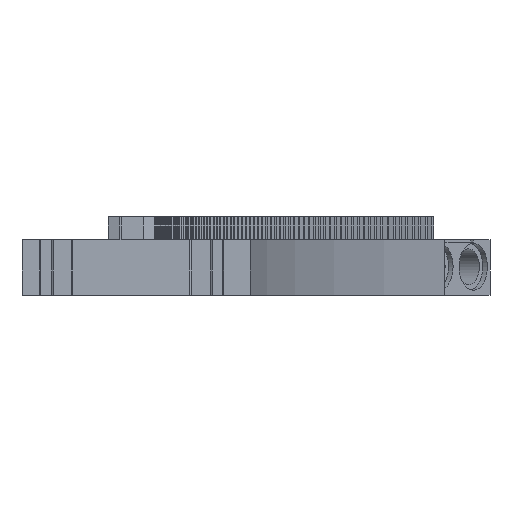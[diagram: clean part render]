
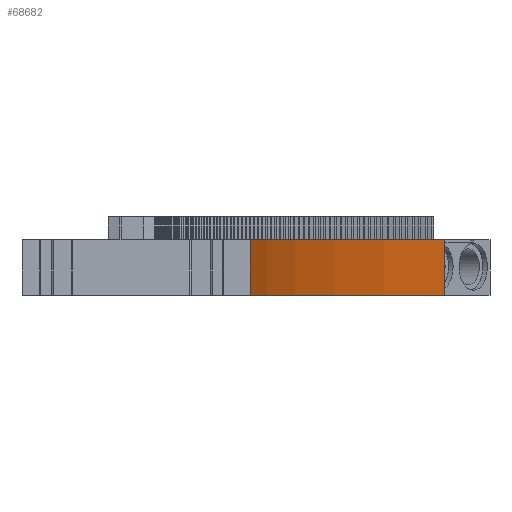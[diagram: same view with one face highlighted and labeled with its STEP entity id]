
A CAD part, front view. The second image highlights one B-rep face of the part: STEP entity #68682.
In plain terms, the highlighted cylindrical face has radius 184.1 mm (diameter 368.2 mm), a partial arc.
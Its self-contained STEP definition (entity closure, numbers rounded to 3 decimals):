
#207 = PLANE('',#208);
#208 = AXIS2_PLACEMENT_3D('',#209,#210,#211);
#209 = CARTESIAN_POINT('',(-7.134,-0.224,-5.5));
#210 = DIRECTION('',(-0.,-0.,1.));
#211 = DIRECTION('',(0.316,0.949,0.));
#342 = PLANE('',#343);
#343 = AXIS2_PLACEMENT_3D('',#344,#345,#346);
#344 = CARTESIAN_POINT('',(-7.134,-0.224,2.3));
#345 = DIRECTION('',(0.,0.,-1.));
#346 = DIRECTION('',(0.316,0.949,0.));
#23973 = VERTEX_POINT('',#23974);
#23974 = CARTESIAN_POINT('',(-0.8,-47.47,-5.5));
#23990 = PLANE('',#23991);
#23991 = AXIS2_PLACEMENT_3D('',#23992,#23993,#23994);
#23992 = CARTESIAN_POINT('',(14.603,-47.47,-5.5));
#23993 = DIRECTION('',(0.,1.,0.));
#23994 = DIRECTION('',(0.,0.,1.));
#24002 = EDGE_CURVE('',#23973,#24003,#24005,.T.);
#24003 = VERTEX_POINT('',#24004);
#24004 = CARTESIAN_POINT('',(26.28,33.772,-5.5));
#24005 = SURFACE_CURVE('',#24006,(#24011,#24022),.PCURVE_S1.);
#24006 = CIRCLE('',#24007,184.1);
#24007 = AXIS2_PLACEMENT_3D('',#24008,#24009,#24010);
#24008 = CARTESIAN_POINT('',(182.603,-63.47,-5.5));
#24009 = DIRECTION('',(0.,0.,-1.));
#24010 = DIRECTION('',(-1.,0.,0.));
#24011 = PCURVE('',#207,#24012);
#24012 = DEFINITIONAL_REPRESENTATION('',(#24013),#24021);
#24013 = ( BOUNDED_CURVE() B_SPLINE_CURVE(2,(#24014,#24015,#24016,#24017
    ,#24018,#24019,#24020),.UNSPECIFIED.,.T.,.F.) 
B_SPLINE_CURVE_WITH_KNOTS((1,2,2,2,2,1),(-2.094,0.,
    2.094,4.189,6.283,8.378),
.UNSPECIFIED.) CURVE() GEOMETRIC_REPRESENTATION_ITEM() 
RATIONAL_B_SPLINE_CURVE((1.,0.5,1.,0.5,1.,0.5,1.)) REPRESENTATION_ITEM(
  '') );
#24014 = CARTESIAN_POINT('',(-58.218,-25.347));
#24015 = CARTESIAN_POINT('',(244.29,75.488));
#24016 = CARTESIAN_POINT('',(180.362,-236.908));
#24017 = CARTESIAN_POINT('',(116.435,-549.305));
#24018 = CARTESIAN_POINT('',(-122.145,-337.744));
#24019 = CARTESIAN_POINT('',(-360.725,-126.183));
#24020 = CARTESIAN_POINT('',(-58.218,-25.347));
#24021 = ( GEOMETRIC_REPRESENTATION_CONTEXT(2) 
PARAMETRIC_REPRESENTATION_CONTEXT() REPRESENTATION_CONTEXT('2D SPACE',''
  ) );
#24022 = PCURVE('',#24023,#24028);
#24023 = CYLINDRICAL_SURFACE('',#24024,184.1);
#24024 = AXIS2_PLACEMENT_3D('',#24025,#24026,#24027);
#24025 = CARTESIAN_POINT('',(182.603,-63.47,2.3));
#24026 = DIRECTION('',(0.,0.,-1.));
#24027 = DIRECTION('',(-1.,0.,0.));
#24028 = DEFINITIONAL_REPRESENTATION('',(#24029),#24033);
#24029 = LINE('',#24030,#24031);
#24030 = CARTESIAN_POINT('',(0.,7.8));
#24031 = VECTOR('',#24032,1.);
#24032 = DIRECTION('',(1.,0.));
#24033 = ( GEOMETRIC_REPRESENTATION_CONTEXT(2) 
PARAMETRIC_REPRESENTATION_CONTEXT() REPRESENTATION_CONTEXT('2D SPACE',''
  ) );
#24051 = PLANE('',#24052);
#24052 = AXIS2_PLACEMENT_3D('',#24053,#24054,#24055);
#24053 = CARTESIAN_POINT('',(-12.597,62.93,-5.5));
#24054 = DIRECTION('',(-0.6,-0.8,0.));
#24055 = DIRECTION('',(0.,0.,1.));
#38453 = EDGE_CURVE('',#38454,#38456,#38458,.T.);
#38454 = VERTEX_POINT('',#38455);
#38455 = CARTESIAN_POINT('',(-0.8,-47.47,2.3));
#38456 = VERTEX_POINT('',#38457);
#38457 = CARTESIAN_POINT('',(26.28,33.772,2.3));
#38458 = SURFACE_CURVE('',#38459,(#38464,#38471),.PCURVE_S1.);
#38459 = CIRCLE('',#38460,184.1);
#38460 = AXIS2_PLACEMENT_3D('',#38461,#38462,#38463);
#38461 = CARTESIAN_POINT('',(182.603,-63.47,2.3));
#38462 = DIRECTION('',(0.,0.,-1.));
#38463 = DIRECTION('',(-1.,0.,0.));
#38464 = PCURVE('',#342,#38465);
#38465 = DEFINITIONAL_REPRESENTATION('',(#38466),#38470);
#38466 = CIRCLE('',#38467,184.1);
#38467 = AXIS2_PLACEMENT_2D('',#38468,#38469);
#38468 = CARTESIAN_POINT('',(0.,200.));
#38469 = DIRECTION('',(-0.316,-0.949));
#38470 = ( GEOMETRIC_REPRESENTATION_CONTEXT(2) 
PARAMETRIC_REPRESENTATION_CONTEXT() REPRESENTATION_CONTEXT('2D SPACE',''
  ) );
#38471 = PCURVE('',#24023,#38472);
#38472 = DEFINITIONAL_REPRESENTATION('',(#38473),#38477);
#38473 = LINE('',#38474,#38475);
#38474 = CARTESIAN_POINT('',(0.,0.));
#38475 = VECTOR('',#38476,1.);
#38476 = DIRECTION('',(1.,0.));
#38477 = ( GEOMETRIC_REPRESENTATION_CONTEXT(2) 
PARAMETRIC_REPRESENTATION_CONTEXT() REPRESENTATION_CONTEXT('2D SPACE',''
  ) );
#68640 = EDGE_CURVE('',#38454,#23973,#68641,.T.);
#68641 = SURFACE_CURVE('',#68642,(#68646,#68653),.PCURVE_S1.);
#68642 = LINE('',#68643,#68644);
#68643 = CARTESIAN_POINT('',(-0.8,-47.47,2.3));
#68644 = VECTOR('',#68645,1.);
#68645 = DIRECTION('',(0.,0.,-1.));
#68646 = PCURVE('',#23990,#68647);
#68647 = DEFINITIONAL_REPRESENTATION('',(#68648),#68652);
#68648 = LINE('',#68649,#68650);
#68649 = CARTESIAN_POINT('',(7.8,-15.403));
#68650 = VECTOR('',#68651,1.);
#68651 = DIRECTION('',(-1.,0.));
#68652 = ( GEOMETRIC_REPRESENTATION_CONTEXT(2) 
PARAMETRIC_REPRESENTATION_CONTEXT() REPRESENTATION_CONTEXT('2D SPACE',''
  ) );
#68653 = PCURVE('',#24023,#68654);
#68654 = DEFINITIONAL_REPRESENTATION('',(#68655),#68659);
#68655 = LINE('',#68656,#68657);
#68656 = CARTESIAN_POINT('',(0.087,0.));
#68657 = VECTOR('',#68658,1.);
#68658 = DIRECTION('',(0.,1.));
#68659 = ( GEOMETRIC_REPRESENTATION_CONTEXT(2) 
PARAMETRIC_REPRESENTATION_CONTEXT() REPRESENTATION_CONTEXT('2D SPACE',''
  ) );
#68682 = ADVANCED_FACE('',(#68683),#24023,.F.);
#68683 = FACE_BOUND('',#68684,.F.);
#68684 = EDGE_LOOP('',(#68685,#68686,#68687,#68708));
#68685 = ORIENTED_EDGE('',*,*,#68640,.F.);
#68686 = ORIENTED_EDGE('',*,*,#38453,.T.);
#68687 = ORIENTED_EDGE('',*,*,#68688,.T.);
#68688 = EDGE_CURVE('',#38456,#24003,#68689,.T.);
#68689 = SURFACE_CURVE('',#68690,(#68694,#68701),.PCURVE_S1.);
#68690 = LINE('',#68691,#68692);
#68691 = CARTESIAN_POINT('',(26.28,33.772,2.3));
#68692 = VECTOR('',#68693,1.);
#68693 = DIRECTION('',(0.,0.,-1.));
#68694 = PCURVE('',#24023,#68695);
#68695 = DEFINITIONAL_REPRESENTATION('',(#68696),#68700);
#68696 = LINE('',#68697,#68698);
#68697 = CARTESIAN_POINT('',(0.556,0.));
#68698 = VECTOR('',#68699,1.);
#68699 = DIRECTION('',(0.,1.));
#68700 = ( GEOMETRIC_REPRESENTATION_CONTEXT(2) 
PARAMETRIC_REPRESENTATION_CONTEXT() REPRESENTATION_CONTEXT('2D SPACE',''
  ) );
#68701 = PCURVE('',#24051,#68702);
#68702 = DEFINITIONAL_REPRESENTATION('',(#68703),#68707);
#68703 = LINE('',#68704,#68705);
#68704 = CARTESIAN_POINT('',(7.8,-48.597));
#68705 = VECTOR('',#68706,1.);
#68706 = DIRECTION('',(-1.,-0.));
#68707 = ( GEOMETRIC_REPRESENTATION_CONTEXT(2) 
PARAMETRIC_REPRESENTATION_CONTEXT() REPRESENTATION_CONTEXT('2D SPACE',''
  ) );
#68708 = ORIENTED_EDGE('',*,*,#24002,.F.);
